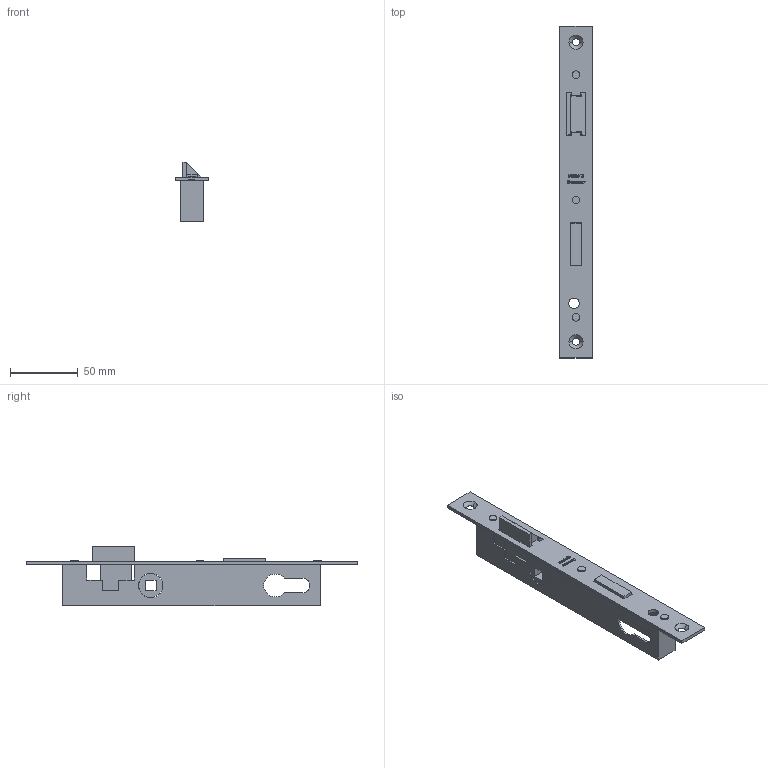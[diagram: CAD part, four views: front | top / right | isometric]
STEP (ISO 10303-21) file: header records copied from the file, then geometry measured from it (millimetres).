
FILE_DESCRIPTION (( 'STEP AP203' ), '1' );
FILE_NAME ('40105.step', '2019-06-04T11:53:58', ( '' ), ( '' ), 'SwSTEP 2.0', 'SolidWorks 2015', '' );
FILE_SCHEMA (( 'CONFIG_CONTROL_DESIGN' ));
Length unit declared in the file: millimetre
Products named in the file (1): 40105
Bounding box: 24 x 245 x 44 mm (x, y, z)
Volume: 47390.4 mm3; surface area: 40764.1 mm2
Topology: 4 solids, 4 shells, 469 faces, 1260 edges, 838 vertices
Faces by surface type: plane 282, bspline 159, cylinder 24, cone 4
Entity records: 22883 total; most frequent: CARTESIAN_POINT 12047, ORIENTED_EDGE 2520, DIRECTION 1616, EDGE_CURVE 1260, VECTOR 890, LINE 890, VERTEX_POINT 838, EDGE_LOOP 532
